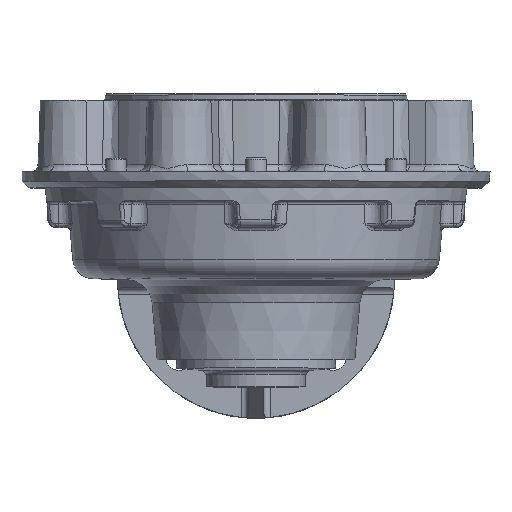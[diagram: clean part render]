
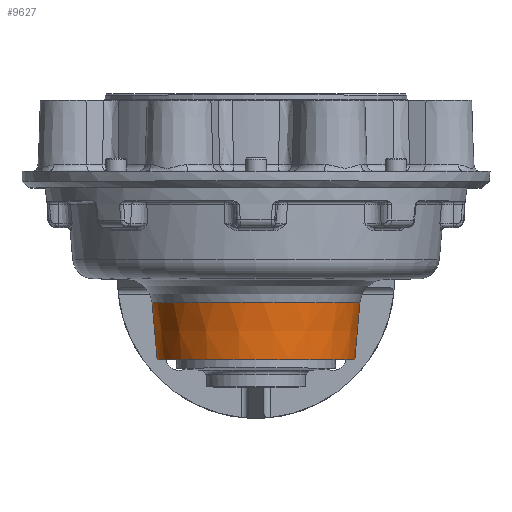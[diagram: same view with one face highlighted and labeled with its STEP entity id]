
A CAD part, top view. The second image highlights one B-rep face of the part: STEP entity #9627.
In plain terms, the highlighted conical face has half-angle 5 degrees and reference radius 80.363 mm.
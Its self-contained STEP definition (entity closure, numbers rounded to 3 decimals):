
#585=B_SPLINE_CURVE_WITH_KNOTS('',3,(#27324,#27325,#27326,#27327,#27328,
#27329,#27330,#27331,#27332,#27333,#27334,#27335,#27336,#27337,#27338,#27339,
#27340,#27341,#27342,#27343,#27344),.UNSPECIFIED.,.F.,.F.,(4,1,1,1,1,1,
1,1,1,1,1,1,1,1,1,1,1,1,4),(0.,0.125,0.188,0.25,0.313,0.375,0.438,0.469,
0.5,0.531,0.563,0.625,0.688,0.719,0.75,0.781,0.813,0.875,1.),
 .UNSPECIFIED.);
#592=B_SPLINE_CURVE_WITH_KNOTS('',3,(#27749,#27750,#27751,#27752,#27753,
#27754,#27755,#27756,#27757,#27758,#27759,#27760,#27761,#27762,#27763,#27764,
#27765,#27766,#27767),.UNSPECIFIED.,.F.,.F.,(4,1,1,1,1,1,1,1,1,1,1,1,1,
1,1,1,4),(0.,0.063,0.125,0.188,0.25,0.313,0.375,0.438,0.5,0.563,0.625,
0.688,0.75,0.813,0.875,0.938,1.),.UNSPECIFIED.);
#596=B_SPLINE_CURVE_WITH_KNOTS('',3,(#27922,#27923,#27924,#27925,#27926,
#27927,#27928,#27929,#27930,#27931,#27932,#27933,#27934,#27935,#27936,#27937,
#27938,#27939,#27940,#27941,#27942),.UNSPECIFIED.,.F.,.F.,(4,1,1,1,1,1,
1,1,1,1,1,1,1,1,1,1,1,1,4),(0.,0.125,0.188,0.219,0.25,0.281,0.313,
0.375,0.438,0.469,0.5,0.531,0.563,0.625,0.688,0.75,0.813,0.875,
1.),.UNSPECIFIED.);
#709=CONICAL_SURFACE('',#13561,80.363,0.087);
#4462=ORIENTED_EDGE('',*,*,#5783,.T.);
#4463=ORIENTED_EDGE('',*,*,#5788,.T.);
#4464=ORIENTED_EDGE('',*,*,#5771,.T.);
#4465=ORIENTED_EDGE('',*,*,#5775,.T.);
#5771=EDGE_CURVE('',#6790,#6791,#7442,.T.);
#5775=EDGE_CURVE('',#6791,#6794,#585,.T.);
#5783=EDGE_CURVE('',#6794,#6798,#592,.T.);
#5788=EDGE_CURVE('',#6798,#6790,#596,.T.);
#6790=VERTEX_POINT('',#27178);
#6791=VERTEX_POINT('',#27179);
#6794=VERTEX_POINT('',#27323);
#6798=VERTEX_POINT('',#27748);
#7442=CIRCLE('',#13465,75.);
#8199=EDGE_LOOP('',(#4462,#4463,#4464,#4465));
#8936=FACE_BOUND('',#8199,.T.);
#9627=ADVANCED_FACE('',(#8936),#709,.T.);
#13465=AXIS2_PLACEMENT_3D('',#27177,#16008,#16009);
#13561=AXIS2_PLACEMENT_3D('',#28811,#16242,#16243);
#16008=DIRECTION('',(0.,1.,0.));
#16009=DIRECTION('',(1.,0.,0.));
#16242=DIRECTION('',(0.,1.,0.));
#16243=DIRECTION('',(-1.,0.,0.));
#27177=CARTESIAN_POINT('',(0.,-61.,0.675));
#27178=CARTESIAN_POINT('',(-40.476,-61.,-62.466));
#27179=CARTESIAN_POINT('',(40.476,-61.,-62.466));
#27323=CARTESIAN_POINT('',(62.706,-17.957,-46.99));
#27324=CARTESIAN_POINT('',(40.476,-61.,-62.466));
#27325=CARTESIAN_POINT('',(41.868,-59.575,-61.721));
#27326=CARTESIAN_POINT('',(43.876,-57.345,-60.577));
#27327=CARTESIAN_POINT('',(46.383,-54.202,-59.031));
#27328=CARTESIAN_POINT('',(48.204,-51.728,-57.85));
#27329=CARTESIAN_POINT('',(49.879,-49.264,-56.714));
#27330=CARTESIAN_POINT('',(51.472,-46.731,-55.589));
#27331=CARTESIAN_POINT('',(52.718,-44.584,-54.678));
#27332=CARTESIAN_POINT('',(53.676,-42.83,-53.961));
#27333=CARTESIAN_POINT('',(54.359,-41.528,-53.443));
#27334=CARTESIAN_POINT('',(55.071,-40.115,-52.896));
#27335=CARTESIAN_POINT('',(55.964,-38.26,-52.201));
#27336=CARTESIAN_POINT('',(57.021,-35.914,-51.367));
#27337=CARTESIAN_POINT('',(57.987,-33.563,-50.596));
#27338=CARTESIAN_POINT('',(58.718,-31.654,-50.011));
#27339=CARTESIAN_POINT('',(59.226,-30.262,-49.605));
#27340=CARTESIAN_POINT('',(59.769,-28.694,-49.172));
#27341=CARTESIAN_POINT('',(60.433,-26.663,-48.648));
#27342=CARTESIAN_POINT('',(61.509,-23.077,-47.815));
#27343=CARTESIAN_POINT('',(62.267,-20.008,-47.272));
#27344=CARTESIAN_POINT('',(62.706,-17.957,-46.99));
#27748=CARTESIAN_POINT('',(-62.706,-17.957,-46.99));
#27749=CARTESIAN_POINT('',(62.706,-17.957,-46.99));
#27750=CARTESIAN_POINT('',(67.117,-17.957,-41.188));
#27751=CARTESIAN_POINT('',(74.316,-17.957,-28.352));
#27752=CARTESIAN_POINT('',(79.426,-17.957,-6.875));
#27753=CARTESIAN_POINT('',(78.454,-17.957,15.18));
#27754=CARTESIAN_POINT('',(71.476,-17.957,36.125));
#27755=CARTESIAN_POINT('',(59.025,-17.957,54.355));
#27756=CARTESIAN_POINT('',(42.054,-17.957,68.475));
#27757=CARTESIAN_POINT('',(21.864,-17.957,77.405));
#27758=CARTESIAN_POINT('',(0.,-17.957,80.459));
#27759=CARTESIAN_POINT('',(-21.864,-17.957,77.405));
#27760=CARTESIAN_POINT('',(-42.054,-17.957,68.475));
#27761=CARTESIAN_POINT('',(-59.025,-17.957,54.355));
#27762=CARTESIAN_POINT('',(-71.476,-17.957,36.125));
#27763=CARTESIAN_POINT('',(-78.454,-17.957,15.18));
#27764=CARTESIAN_POINT('',(-79.426,-17.957,-6.875));
#27765=CARTESIAN_POINT('',(-74.316,-17.957,-28.352));
#27766=CARTESIAN_POINT('',(-67.117,-17.957,-41.188));
#27767=CARTESIAN_POINT('',(-62.706,-17.957,-46.99));
#27922=CARTESIAN_POINT('',(-62.706,-17.957,-46.99));
#27923=CARTESIAN_POINT('',(-62.268,-20.005,-47.271));
#27924=CARTESIAN_POINT('',(-61.51,-23.071,-47.813));
#27925=CARTESIAN_POINT('',(-60.437,-26.652,-48.645));
#27926=CARTESIAN_POINT('',(-59.773,-28.681,-49.169));
#27927=CARTESIAN_POINT('',(-59.231,-30.247,-49.601));
#27928=CARTESIAN_POINT('',(-58.724,-31.638,-50.006));
#27929=CARTESIAN_POINT('',(-57.994,-33.546,-50.59));
#27930=CARTESIAN_POINT('',(-57.029,-35.896,-51.361));
#27931=CARTESIAN_POINT('',(-55.973,-38.24,-52.194));
#27932=CARTESIAN_POINT('',(-55.081,-40.094,-52.888));
#27933=CARTESIAN_POINT('',(-54.371,-41.506,-53.434));
#27934=CARTESIAN_POINT('',(-53.686,-42.811,-53.954));
#27935=CARTESIAN_POINT('',(-52.727,-44.567,-54.671));
#27936=CARTESIAN_POINT('',(-51.48,-46.717,-55.584));
#27937=CARTESIAN_POINT('',(-49.885,-49.255,-56.709));
#27938=CARTESIAN_POINT('',(-48.207,-51.723,-57.848));
#27939=CARTESIAN_POINT('',(-46.386,-54.198,-59.029));
#27940=CARTESIAN_POINT('',(-43.877,-57.343,-60.576));
#27941=CARTESIAN_POINT('',(-41.869,-59.574,-61.72));
#27942=CARTESIAN_POINT('',(-40.476,-61.,-62.466));
#28811=CARTESIAN_POINT('',(0.,0.3,0.675));
